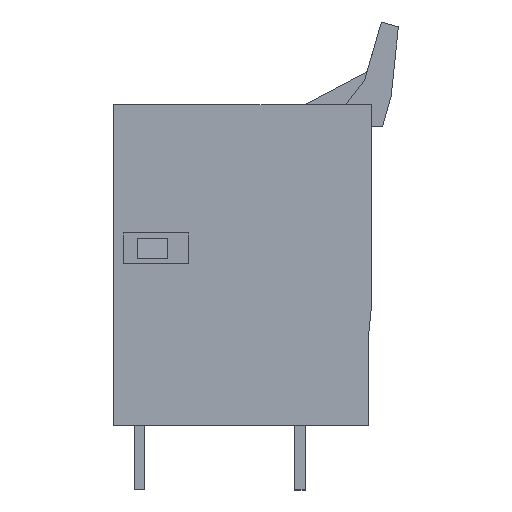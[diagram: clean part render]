
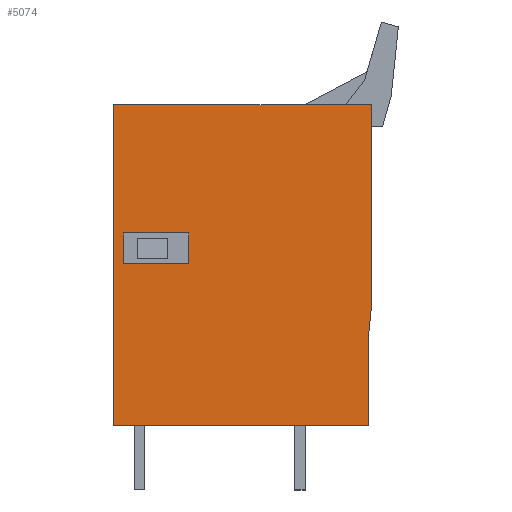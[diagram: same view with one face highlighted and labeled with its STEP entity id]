
A CAD part, left-side view. The second image highlights one B-rep face of the part: STEP entity #5074.
In plain terms, the highlighted planar face has unit normal (-1, 0, 0).
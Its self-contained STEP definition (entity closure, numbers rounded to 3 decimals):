
#4980=AXIS2_PLACEMENT_3D('Plane Axis2P3D',#4977,#4978,#4979) ;
#4984=AXIS2_PLACEMENT_3D('Circle Axis2P3D',#4982,#4983,$) ;
#5028=AXIS2_PLACEMENT_3D('Circle Axis2P3D',#5026,#5027,$) ;
#4977=CARTESIAN_POINT('Axis2P3D Location',(0.,22.158,0.2)) ;
#4982=CARTESIAN_POINT('Axis2P3D Location',(0.,12.108,14.621)) ;
#4986=CARTESIAN_POINT('Vertex',(0.,2.208,13.211)) ;
#4988=CARTESIAN_POINT('Vertex',(0.,2.108,14.621)) ;
#4991=CARTESIAN_POINT('Line Origine',(0.,2.108,22.291)) ;
#4995=CARTESIAN_POINT('Vertex',(0.,2.108,29.96)) ;
#4998=CARTESIAN_POINT('Line Origine',(0.,12.133,29.96)) ;
#5002=CARTESIAN_POINT('Vertex',(0.,22.158,29.96)) ;
#5005=CARTESIAN_POINT('Line Origine',(0.,22.158,17.48)) ;
#5009=CARTESIAN_POINT('Vertex',(0.,22.158,5.)) ;
#5012=CARTESIAN_POINT('Line Origine',(0.,12.233,5.)) ;
#5016=CARTESIAN_POINT('Vertex',(0.,2.308,5.)) ;
#5019=CARTESIAN_POINT('Line Origine',(0.,2.308,8.4)) ;
#5023=CARTESIAN_POINT('Vertex',(0.,2.308,11.8)) ;
#5026=CARTESIAN_POINT('Axis2P3D Location',(0.,-7.692,11.8)) ;
#5040=CARTESIAN_POINT('Line Origine',(0.,18.826,17.6)) ;
#5044=CARTESIAN_POINT('Vertex',(0.,21.358,17.6)) ;
#5046=CARTESIAN_POINT('Vertex',(0.,16.294,17.6)) ;
#5049=CARTESIAN_POINT('Line Origine',(0.,21.358,18.8)) ;
#5053=CARTESIAN_POINT('Vertex',(0.,21.358,20.)) ;
#5056=CARTESIAN_POINT('Line Origine',(0.,18.826,20.)) ;
#5060=CARTESIAN_POINT('Vertex',(0.,16.294,20.)) ;
#5063=CARTESIAN_POINT('Line Origine',(0.,16.294,18.8)) ;
#4978=DIRECTION('Axis2P3D Direction',(-1.,0.,0.)) ;
#4979=DIRECTION('Axis2P3D XDirection',(0.,-1.,0.)) ;
#4983=DIRECTION('Axis2P3D Direction',(-1.,0.,0.)) ;
#4992=DIRECTION('Vector Direction',(0.,0.,1.)) ;
#4999=DIRECTION('Vector Direction',(0.,-1.,0.)) ;
#5006=DIRECTION('Vector Direction',(0.,0.,-1.)) ;
#5013=DIRECTION('Vector Direction',(0.,1.,0.)) ;
#5020=DIRECTION('Vector Direction',(0.,0.,-1.)) ;
#5027=DIRECTION('Axis2P3D Direction',(-1.,0.,0.)) ;
#5041=DIRECTION('Vector Direction',(0.,-1.,0.)) ;
#5050=DIRECTION('Vector Direction',(0.,0.,-1.)) ;
#5057=DIRECTION('Vector Direction',(0.,1.,0.)) ;
#5064=DIRECTION('Vector Direction',(0.,0.,-1.)) ;
#4993=VECTOR('Line Direction',#4992,1.) ;
#5000=VECTOR('Line Direction',#4999,1.) ;
#5007=VECTOR('Line Direction',#5006,1.) ;
#5014=VECTOR('Line Direction',#5013,1.) ;
#5021=VECTOR('Line Direction',#5020,1.) ;
#5042=VECTOR('Line Direction',#5041,1.) ;
#5051=VECTOR('Line Direction',#5050,1.) ;
#5058=VECTOR('Line Direction',#5057,1.) ;
#5065=VECTOR('Line Direction',#5064,1.) ;
#5032=ORIENTED_EDGE('',*,*,#4990,.T.) ;
#5033=ORIENTED_EDGE('',*,*,#4997,.T.) ;
#5034=ORIENTED_EDGE('',*,*,#5004,.T.) ;
#5035=ORIENTED_EDGE('',*,*,#5011,.T.) ;
#5036=ORIENTED_EDGE('',*,*,#5018,.T.) ;
#5037=ORIENTED_EDGE('',*,*,#5025,.T.) ;
#5038=ORIENTED_EDGE('',*,*,#5030,.T.) ;
#5069=ORIENTED_EDGE('',*,*,#5048,.F.) ;
#5070=ORIENTED_EDGE('',*,*,#5055,.F.) ;
#5071=ORIENTED_EDGE('',*,*,#5062,.F.) ;
#5072=ORIENTED_EDGE('',*,*,#5067,.F.) ;
#5073=FACE_BOUND('',#5068,.T.) ;
#5074=ADVANCED_FACE('left pole',(#5039,#5073),#4981,.T.) ;
#4985=CIRCLE('generated circle',#4984,10.) ;
#5029=CIRCLE('generated circle',#5028,10.) ;
#4990=EDGE_CURVE('',#4987,#4989,#4985,.T.) ;
#4997=EDGE_CURVE('',#4989,#4996,#4994,.T.) ;
#5004=EDGE_CURVE('',#4996,#5003,#5001,.F.) ;
#5011=EDGE_CURVE('',#5003,#5010,#5008,.T.) ;
#5018=EDGE_CURVE('',#5010,#5017,#5015,.F.) ;
#5025=EDGE_CURVE('',#5017,#5024,#5022,.F.) ;
#5030=EDGE_CURVE('',#5024,#4987,#5029,.F.) ;
#5048=EDGE_CURVE('',#5045,#5047,#5043,.T.) ;
#5055=EDGE_CURVE('',#5054,#5045,#5052,.T.) ;
#5062=EDGE_CURVE('',#5061,#5054,#5059,.T.) ;
#5067=EDGE_CURVE('',#5047,#5061,#5066,.F.) ;
#5031=EDGE_LOOP('',(#5032,#5033,#5034,#5035,#5036,#5037,#5038)) ;
#5068=EDGE_LOOP('',(#5069,#5070,#5071,#5072)) ;
#5039=FACE_OUTER_BOUND('',#5031,.T.) ;
#4994=LINE('Line',#4991,#4993) ;
#5001=LINE('Line',#4998,#5000) ;
#5008=LINE('Line',#5005,#5007) ;
#5015=LINE('Line',#5012,#5014) ;
#5022=LINE('Line',#5019,#5021) ;
#5043=LINE('Line',#5040,#5042) ;
#5052=LINE('Line',#5049,#5051) ;
#5059=LINE('Line',#5056,#5058) ;
#5066=LINE('Line',#5063,#5065) ;
#4981=PLANE('',#4980) ;
#4987=VERTEX_POINT('',#4986) ;
#4989=VERTEX_POINT('',#4988) ;
#4996=VERTEX_POINT('',#4995) ;
#5003=VERTEX_POINT('',#5002) ;
#5010=VERTEX_POINT('',#5009) ;
#5017=VERTEX_POINT('',#5016) ;
#5024=VERTEX_POINT('',#5023) ;
#5045=VERTEX_POINT('',#5044) ;
#5047=VERTEX_POINT('',#5046) ;
#5054=VERTEX_POINT('',#5053) ;
#5061=VERTEX_POINT('',#5060) ;
